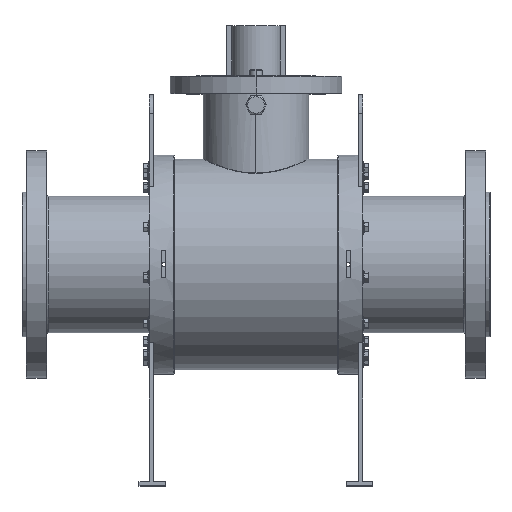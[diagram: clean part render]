
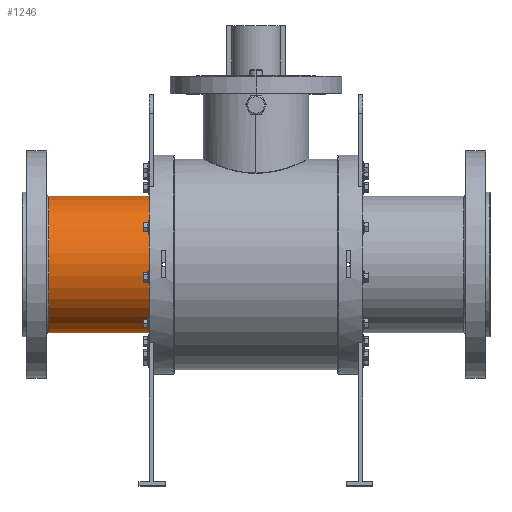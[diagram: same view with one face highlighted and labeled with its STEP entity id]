
A CAD part, top view. The second image highlights one B-rep face of the part: STEP entity #1246.
In plain terms, the highlighted cylindrical face has radius 164.5 mm (diameter 329 mm), a partial arc.
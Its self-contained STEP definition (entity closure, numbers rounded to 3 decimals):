
#47 = VERTEX_POINT ( 'NONE', #7590 ) ;
#240 = LINE ( 'NONE', #4212, #10846 ) ;
#1246 = ADVANCED_FACE ( 'NONE', ( #5842 ), #3745, .T. ) ;
#1306 = DIRECTION ( 'NONE',  ( -1., 0., 0. ) ) ;
#1332 = ORIENTED_EDGE ( 'NONE', *, *, #10722, .T. ) ;
#1520 = EDGE_CURVE ( 'NONE', #47, #1998, #3136, .T. ) ;
#1545 = EDGE_CURVE ( 'NONE', #11016, #2662, #240, .T. ) ;
#1721 = CARTESIAN_POINT ( 'NONE',  ( -565., 0., 0. ) ) ;
#1998 = VERTEX_POINT ( 'NONE', #12638 ) ;
#2483 = VECTOR ( 'NONE', #8520, 1000. ) ;
#2488 = DIRECTION ( 'NONE',  ( 0., -1., 0. ) ) ;
#2662 = VERTEX_POINT ( 'NONE', #8149 ) ;
#2938 = AXIS2_PLACEMENT_3D ( 'NONE', #9687, #11745, #2488 ) ;
#3136 = LINE ( 'NONE', #6522, #2483 ) ;
#3544 = DIRECTION ( 'NONE',  ( -1., 0., 0. ) ) ;
#3745 = CYLINDRICAL_SURFACE ( 'NONE', #4405, 164.5 ) ;
#4212 = CARTESIAN_POINT ( 'NONE',  ( -565., -164.5, 0. ) ) ;
#4405 = AXIS2_PLACEMENT_3D ( 'NONE', #1721, #3544, #7873 ) ;
#4933 = DIRECTION ( 'NONE',  ( 0., 0., 1. ) ) ;
#5039 = CARTESIAN_POINT ( 'NONE',  ( -257.5, -164.5, 0. ) ) ;
#5842 = FACE_OUTER_BOUND ( 'NONE', #8089, .T. ) ;
#6130 = CIRCLE ( 'NONE', #9978, 164.5 ) ;
#6522 = CARTESIAN_POINT ( 'NONE',  ( -565., 164.5, 0. ) ) ;
#6533 = ORIENTED_EDGE ( 'NONE', *, *, #7493, .T. ) ;
#7493 = EDGE_CURVE ( 'NONE', #11016, #47, #6130, .T. ) ;
#7590 = CARTESIAN_POINT ( 'NONE',  ( -257.5, 164.5, 0. ) ) ;
#7873 = DIRECTION ( 'NONE',  ( 0., -1., 0. ) ) ;
#8089 = EDGE_LOOP ( 'NONE', ( #6533, #12276, #1332, #12059 ) ) ;
#8149 = CARTESIAN_POINT ( 'NONE',  ( -500., -164.5, 0. ) ) ;
#8520 = DIRECTION ( 'NONE',  ( -1., 0., 0. ) ) ;
#9687 = CARTESIAN_POINT ( 'NONE',  ( -500., 0., 0. ) ) ;
#9978 = AXIS2_PLACEMENT_3D ( 'NONE', #12223, #11958, #4933 ) ;
#10663 = CIRCLE ( 'NONE', #2938, 164.5 ) ;
#10722 = EDGE_CURVE ( 'NONE', #1998, #2662, #10663, .T. ) ;
#10846 = VECTOR ( 'NONE', #1306, 1000. ) ;
#11016 = VERTEX_POINT ( 'NONE', #5039 ) ;
#11745 = DIRECTION ( 'NONE',  ( 1., 0., 0. ) ) ;
#11958 = DIRECTION ( 'NONE',  ( -1., 0., 0. ) ) ;
#12059 = ORIENTED_EDGE ( 'NONE', *, *, #1545, .F. ) ;
#12223 = CARTESIAN_POINT ( 'NONE',  ( -257.5, 0., 0. ) ) ;
#12276 = ORIENTED_EDGE ( 'NONE', *, *, #1520, .T. ) ;
#12638 = CARTESIAN_POINT ( 'NONE',  ( -500., 164.5, 0. ) ) ;
